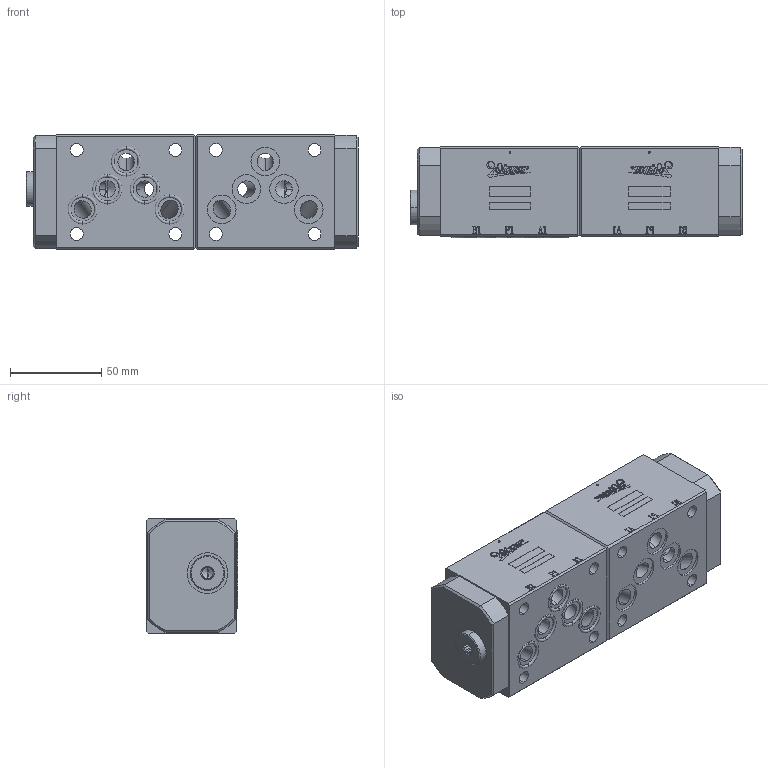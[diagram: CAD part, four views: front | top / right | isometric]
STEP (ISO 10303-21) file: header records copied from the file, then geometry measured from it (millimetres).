
FILE_DESCRIPTION (( 'STEP AP203' ), '1' );
FILE_NAME ('MH05CBW-2A3-G02-Z01.STEP', '2025-01-10T02:23:56', ( 'user' ), ( '' ), 'SwSTEP 2.0', 'SolidWorks 2018', '' );
FILE_SCHEMA (( 'CONFIG_CONTROL_DESIGN' ));
Length unit declared in the file: millimetre
Products named in the file (6): 7DBG02A001; 6EC05060CBWXXA001; 6DBG02A001; 4KE161101A001; 4KAA014AA001_組合用(13.02); MH05CBW-2A3-G02-Z01
Assembly tree (9 placements, depth 3):
  MH05CBW-2A3-G02-Z01
    4KAA014AA001_組合用(13.02)  x5
    6EC05060CBWXXA001
    7DBG02A001
      4KE161101A001
      6DBG02A001
Bounding box: 181.8 x 49.98 x 63 mm (x, y, z)
Volume: 422208.8 mm3; surface area: 86410.2 mm2
Topology: 9 solids, 9 shells, 1042 faces, 2841 edges, 1848 vertices
Faces by surface type: cylinder 468, plane 356, cone 99, bspline 99, torus 20
Entity records: 39444 total; most frequent: CARTESIAN_POINT 13051, ORIENTED_EDGE 5590, DIRECTION 5146, EDGE_CURVE 2795, AXIS2_PLACEMENT_3D 1843, VERTEX_POINT 1832, VECTOR 1460, LINE 1460
